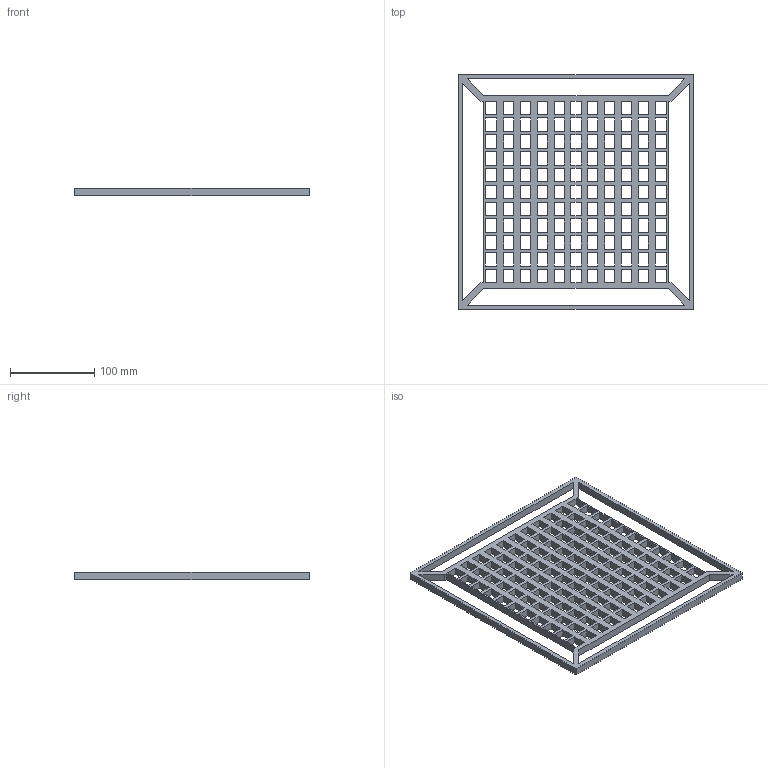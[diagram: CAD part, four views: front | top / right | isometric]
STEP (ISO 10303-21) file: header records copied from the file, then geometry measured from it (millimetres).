
FILE_DESCRIPTION(/* description */ (''),/* implementation_level */ '2;1');
FILE_NAME(/* name */ 'grid.stp',/* time_stamp */ '2017-07-12T18:34:44+02:00',/* author */ (''),/* organization */ (''),/* preprocessor_version */ 'ST-DEVELOPER v16',/* originating_system */ 'SIEMENS PLM Software NX 10.0',/* authorisation */ '');
FILE_SCHEMA (('AUTOMOTIVE_DESIGN { 1 0 10303 214 3 1 1 1 }'));
Length unit declared in the file: millimetre
Products named in the file (1): grid
Bounding box: 279 x 279 x 9 mm (x, y, z)
Volume: 293584.5 mm3; surface area: 156453.8 mm2
Topology: 1 solids, 1 shells, 510 faces, 1524 edges, 1016 vertices
Faces by surface type: plane 510
Entity records: 17312 total; most frequent: CARTESIAN_POINT 3051, ORIENTED_EDGE 3048, DIRECTION 2546, EDGE_CURVE 1524, LINE 1524, VECTOR 1524, VERTEX_POINT 1016, EDGE_LOOP 760
